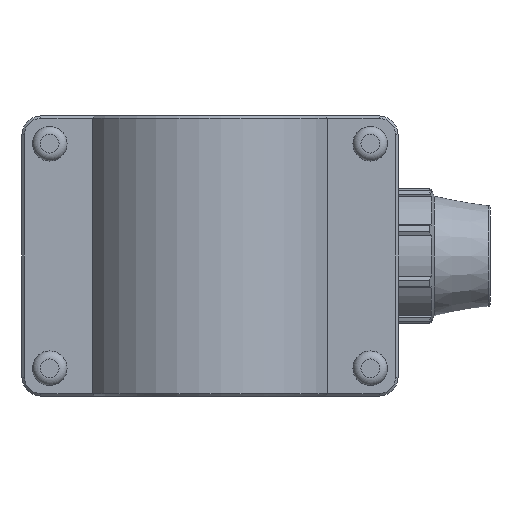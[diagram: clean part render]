
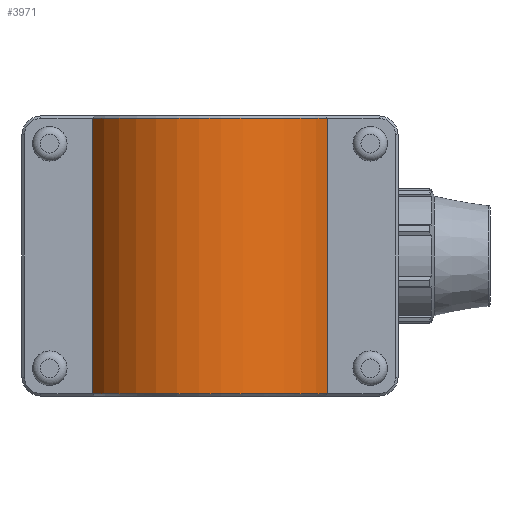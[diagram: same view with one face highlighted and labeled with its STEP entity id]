
A CAD part, front view. The second image highlights one B-rep face of the part: STEP entity #3971.
In plain terms, the highlighted cylindrical face has radius 49.5 mm (diameter 99 mm), a partial arc.
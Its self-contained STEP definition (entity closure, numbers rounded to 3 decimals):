
#117=CYLINDRICAL_SURFACE('',#4339,49.5);
#414=FACE_OUTER_BOUND('',#703,.T.);
#703=EDGE_LOOP('',(#3160,#3161,#3162,#3163));
#1015=LINE('',#6730,#1319);
#1016=LINE('',#6732,#1320);
#1319=VECTOR('',#5298,103.2);
#1320=VECTOR('',#5301,103.2);
#1503=CIRCLE('',#4321,49.5);
#1504=CIRCLE('',#4324,49.5);
#1815=VERTEX_POINT('',#6670);
#1816=VERTEX_POINT('',#6675);
#1817=VERTEX_POINT('',#6682);
#1819=VERTEX_POINT('',#6691);
#2274=EDGE_CURVE('',#1815,#1816,#1503,.T.);
#2280=EDGE_CURVE('',#1819,#1817,#1504,.T.);
#2297=EDGE_CURVE('',#1815,#1817,#1015,.T.);
#2298=EDGE_CURVE('',#1816,#1819,#1016,.T.);
#3160=ORIENTED_EDGE('',*,*,#2274,.F.);
#3161=ORIENTED_EDGE('',*,*,#2297,.T.);
#3162=ORIENTED_EDGE('',*,*,#2280,.F.);
#3163=ORIENTED_EDGE('',*,*,#2298,.F.);
#3971=ADVANCED_FACE('',(#414),#117,.T.);
#4321=AXIS2_PLACEMENT_3D('',#6676,#5248,#5249);
#4324=AXIS2_PLACEMENT_3D('',#6696,#5256,#5257);
#4339=AXIS2_PLACEMENT_3D('',#6731,#5299,#5300);
#5248=DIRECTION('center_axis',(0.,0.,-1.));
#5249=DIRECTION('ref_axis',(1.,0.,0.));
#5256=DIRECTION('center_axis',(0.,0.,1.));
#5257=DIRECTION('ref_axis',(1.,0.,0.));
#5298=DIRECTION('',(0.,0.,1.));
#5299=DIRECTION('center_axis',(0.,0.,1.));
#5300=DIRECTION('ref_axis',(1.,0.,0.));
#5301=DIRECTION('',(0.,0.,1.));
#6670=CARTESIAN_POINT('',(44.091,-22.5,-51.6));
#6675=CARTESIAN_POINT('',(-44.091,-22.5,-51.6));
#6676=CARTESIAN_POINT('Origin',(0.,0.,-51.6));
#6682=CARTESIAN_POINT('',(44.091,-22.5,51.6));
#6691=CARTESIAN_POINT('',(-44.091,-22.5,51.6));
#6696=CARTESIAN_POINT('Origin',(0.,0.,51.6));
#6730=CARTESIAN_POINT('',(44.091,-22.5,0.));
#6731=CARTESIAN_POINT('Origin',(0.,0.,0.));
#6732=CARTESIAN_POINT('',(-44.091,-22.5,0.));
